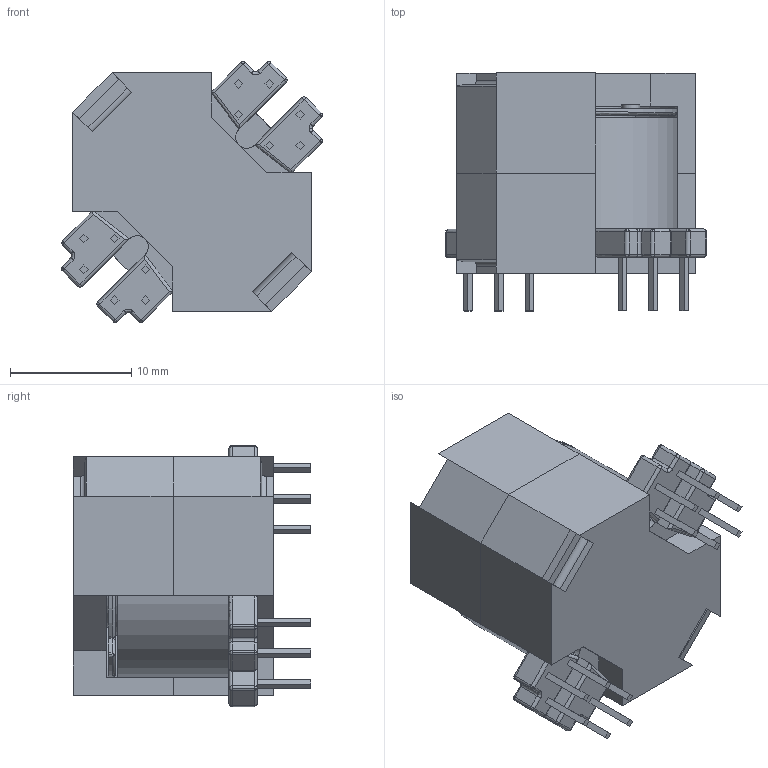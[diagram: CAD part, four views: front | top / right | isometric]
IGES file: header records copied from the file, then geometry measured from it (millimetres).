
Start section: SolidWorks IGES file using analytic representation for surfaces
Global section: file name: RM8_2255_0050_no-clips.IGS; native system: SolidWorks 2017; preprocessor: SolidWorks 2017; author: e.wtnpm; date: 210810.091746; units: millimetre
Bounding box: 21.52 x 19.59 x 21.52 mm (x, y, z)
Surface area: 5267.8 mm2 (no closed solid volume)
Topology: 0 solids, 0 shells, 317 faces, 2432 edges, 2432 vertices
Faces by surface type: bspline 213, revolution 104
